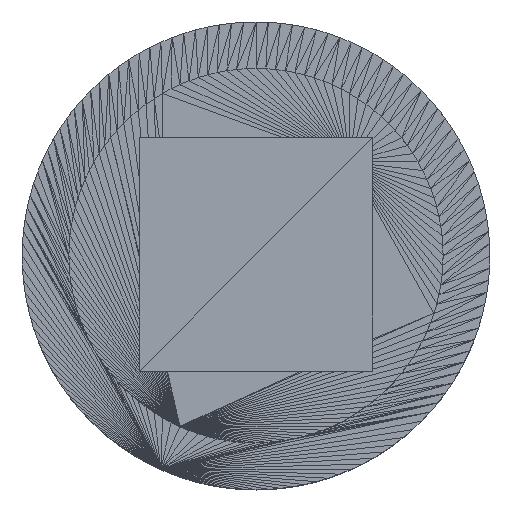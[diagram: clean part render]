
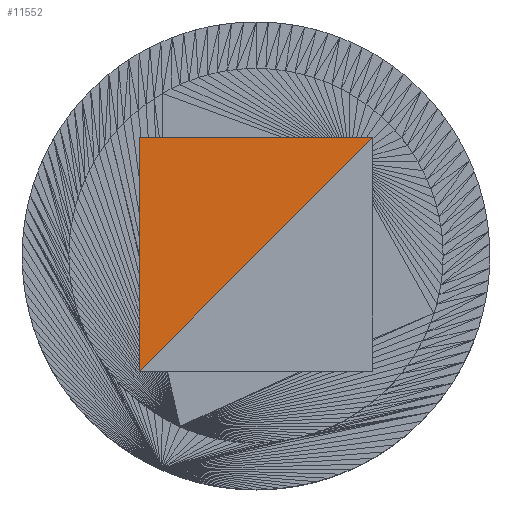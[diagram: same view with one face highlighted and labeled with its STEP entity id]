
A CAD part, top view. The second image highlights one B-rep face of the part: STEP entity #11552.
In plain terms, the highlighted planar face has unit normal (0, 0, 1).
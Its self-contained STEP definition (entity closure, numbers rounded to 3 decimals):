
#506=FACE_OUTER_BOUND('',#1510,.T.);
#1510=EDGE_LOOP('',(#8518,#8519,#8520));
#2028=LINE('',#16612,#3534);
#2786=LINE('',#18128,#4292);
#2787=LINE('',#18129,#4293);
#3534=VECTOR('',#13096,10.);
#4292=VECTOR('',#14832,10.);
#4293=VECTOR('',#14833,10.);
#5036=VERTEX_POINT('',#16602);
#5038=VERTEX_POINT('',#16608);
#5307=VERTEX_POINT('',#18127);
#5544=EDGE_CURVE('',#5038,#5036,#2028,.T.);
#6302=EDGE_CURVE('',#5307,#5036,#2786,.T.);
#6303=EDGE_CURVE('',#5038,#5307,#2787,.T.);
#8518=ORIENTED_EDGE('',*,*,#6302,.F.);
#8519=ORIENTED_EDGE('',*,*,#6303,.F.);
#8520=ORIENTED_EDGE('',*,*,#5544,.T.);
#10548=PLANE('',#12570);
#11552=ADVANCED_FACE('',(#506),#10548,.T.);
#12570=AXIS2_PLACEMENT_3D('',#18126,#14830,#14831);
#13096=DIRECTION('',(0.707,0.707,0.));
#14830=DIRECTION('center_axis',(0.,0.,1.));
#14831=DIRECTION('ref_axis',(1.,0.,0.));
#14832=DIRECTION('',(1.,0.,0.));
#14833=DIRECTION('',(0.,1.,0.));
#16602=CARTESIAN_POINT('',(1.25,1.25,9.5));
#16608=CARTESIAN_POINT('',(-1.25,-1.25,9.5));
#16612=CARTESIAN_POINT('',(-1.25,-1.25,9.5));
#18126=CARTESIAN_POINT('Origin',(-1.25,-1.25,9.5));
#18127=CARTESIAN_POINT('',(-1.25,1.25,9.5));
#18128=CARTESIAN_POINT('',(-1.25,1.25,9.5));
#18129=CARTESIAN_POINT('',(-1.25,-1.25,9.5));
